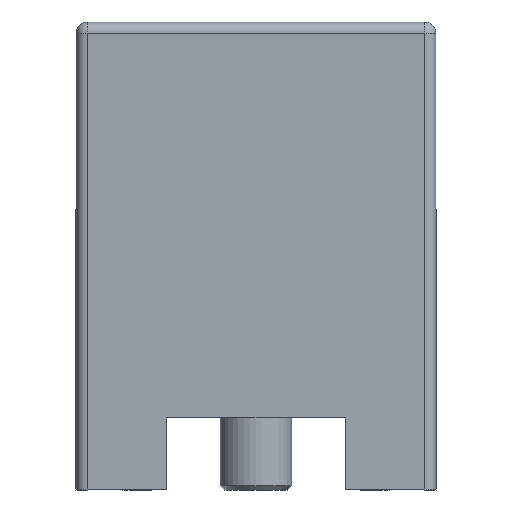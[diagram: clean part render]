
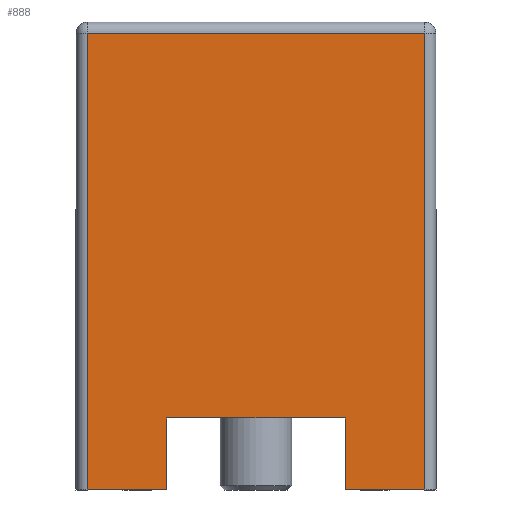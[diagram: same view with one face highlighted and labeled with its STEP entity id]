
A CAD part, left-side view. The second image highlights one B-rep face of the part: STEP entity #888.
In plain terms, the highlighted planar face has unit normal (-1, 0, 0).
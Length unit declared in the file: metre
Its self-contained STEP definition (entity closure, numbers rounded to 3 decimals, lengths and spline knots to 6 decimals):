
#52=PLANE('',#992);
#102=FACE_OUTER_BOUND('',#161,.T.);
#161=EDGE_LOOP('',(#746,#747,#748,#749,#750,#751,#752,#753));
#248=LINE('',#1436,#306);
#251=LINE('',#1457,#309);
#254=LINE('',#1462,#312);
#273=LINE('',#1517,#331);
#279=LINE('',#2307,#337);
#285=LINE('',#2323,#343);
#288=LINE('',#2333,#346);
#290=LINE('',#2337,#348);
#306=VECTOR('',#1055,0.01);
#309=VECTOR('',#1078,0.01);
#312=VECTOR('',#1085,0.01);
#331=VECTOR('',#1140,1.);
#337=VECTOR('',#1184,1.);
#343=VECTOR('',#1202,1.);
#346=VECTOR('',#1207,1.);
#348=VECTOR('',#1213,1.);
#376=VERTEX_POINT('',#1429);
#378=VERTEX_POINT('',#1434);
#382=VERTEX_POINT('',#1446);
#385=VERTEX_POINT('',#1453);
#403=VERTEX_POINT('',#1514);
#404=VERTEX_POINT('',#1516);
#425=VERTEX_POINT('',#2306);
#432=VERTEX_POINT('',#2332);
#464=EDGE_CURVE('',#378,#376,#248,.T.);
#474=EDGE_CURVE('',#382,#385,#251,.T.);
#477=EDGE_CURVE('',#376,#382,#254,.T.);
#504=EDGE_CURVE('',#403,#404,#273,.T.);
#535=EDGE_CURVE('',#385,#425,#279,.T.);
#544=EDGE_CURVE('',#425,#403,#285,.T.);
#548=EDGE_CURVE('',#404,#432,#288,.T.);
#550=EDGE_CURVE('',#432,#378,#290,.T.);
#746=ORIENTED_EDGE('',*,*,#464,.F.);
#747=ORIENTED_EDGE('',*,*,#550,.F.);
#748=ORIENTED_EDGE('',*,*,#548,.F.);
#749=ORIENTED_EDGE('',*,*,#504,.F.);
#750=ORIENTED_EDGE('',*,*,#544,.F.);
#751=ORIENTED_EDGE('',*,*,#535,.F.);
#752=ORIENTED_EDGE('',*,*,#474,.F.);
#753=ORIENTED_EDGE('',*,*,#477,.F.);
#888=ADVANCED_FACE('',(#102),#52,.T.);
#992=AXIS2_PLACEMENT_3D('',#2336,#1211,#1212);
#1055=DIRECTION('',(0.,0.,1.));
#1078=DIRECTION('',(0.,0.,-1.));
#1085=DIRECTION('',(0.,-1.,0.));
#1140=DIRECTION('',(0.,1.,0.));
#1184=DIRECTION('',(0.,1.,0.));
#1202=DIRECTION('',(0.,0.,1.));
#1207=DIRECTION('',(0.,0.,-1.));
#1211=DIRECTION('center_axis',(-1.,0.,0.));
#1212=DIRECTION('ref_axis',(0.,0.,1.));
#1213=DIRECTION('',(0.,1.,0.));
#1429=CARTESIAN_POINT('',(-0.003175,0.002975,0.002975));
#1434=CARTESIAN_POINT('',(-0.003175,0.002975,-0.00508));
#1436=CARTESIAN_POINT('',(-0.003175,0.002975,-0.00254));
#1446=CARTESIAN_POINT('',(-0.003175,-0.002975,0.002975));
#1453=CARTESIAN_POINT('',(-0.003175,-0.002975,-0.00508));
#1457=CARTESIAN_POINT('',(-0.003175,-0.002975,-0.00254));
#1462=CARTESIAN_POINT('',(-0.003175,-0.003175,0.002975));
#1514=CARTESIAN_POINT('',(-0.003175,-0.001575,-0.00381));
#1516=CARTESIAN_POINT('',(-0.003175,0.001575,-0.00381));
#1517=CARTESIAN_POINT('',(-0.003175,-0.001575,-0.00381));
#2306=CARTESIAN_POINT('',(-0.003175,-0.001575,-0.00508));
#2307=CARTESIAN_POINT('',(-0.003175,-0.003175,-0.00508));
#2323=CARTESIAN_POINT('',(-0.003175,-0.001575,-0.00508));
#2332=CARTESIAN_POINT('',(-0.003175,0.001575,-0.00508));
#2333=CARTESIAN_POINT('',(-0.003175,0.001575,-0.00381));
#2336=CARTESIAN_POINT('Origin',(-0.003175,-0.003175,-0.00508));
#2337=CARTESIAN_POINT('',(-0.003175,-0.003175,-0.00508));
